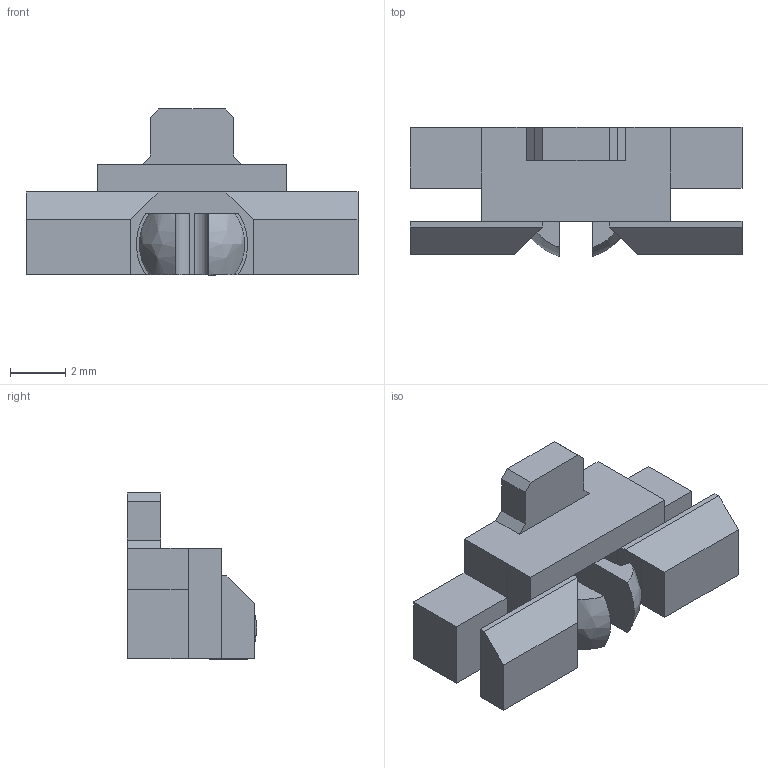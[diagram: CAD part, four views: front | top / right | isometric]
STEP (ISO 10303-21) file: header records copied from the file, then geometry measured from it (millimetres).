
FILE_DESCRIPTION(/* description */ (''),/* implementation_level */ '2;1');
FILE_NAME(/* name */ 'BLUv3_Switch.step',/* time_stamp */ '2020-04-25T10:43:22+02:00',/* author */ (''),/* organization */ (''),/* preprocessor_version */ 'ST-DEVELOPER v18.1',/* originating_system */ 'Autodesk Translation Framework v9.2.0.1227',/* authorisation */ '');
FILE_SCHEMA (('AUTOMOTIVE_DESIGN { 1 0 10303 214 3 1 1 }'));
Length unit declared in the file: millimetre
Products named in the file (1): Switch_Slider
Bounding box: 12 x 4.67 x 6 mm (x, y, z)
Volume: 136.1 mm3; surface area: 304.2 mm2
Topology: 1 solids, 1 shells, 61 faces, 169 edges, 109 vertices
Faces by surface type: plane 47, torus 4, cylinder 4, cone 4, bspline 2
Entity records: 2116 total; most frequent: CARTESIAN_POINT 570, ORIENTED_EDGE 338, DIRECTION 283, EDGE_CURVE 169, LINE 131, VECTOR 131, VERTEX_POINT 109, AXIS2_PLACEMENT_3D 76
